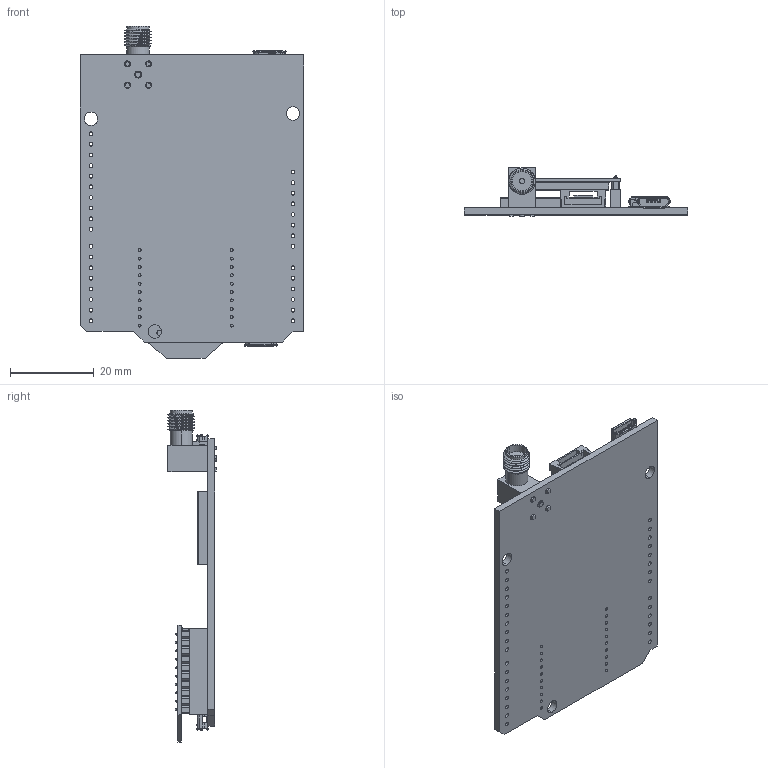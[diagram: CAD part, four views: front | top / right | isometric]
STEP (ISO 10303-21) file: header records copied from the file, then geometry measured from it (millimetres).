
FILE_DESCRIPTION (( 'STEP AP214' ), '1' );
FILE_NAME ('simpleRTK2B.STEP', '2018-10-09T14:55:11', ( '' ), ( '' ), 'SwSTEP 2.0', 'SolidWorks 2016', '' );
FILE_SCHEMA (( 'AUTOMOTIVE_DESIGN' ));
Length unit declared in the file: inch
Products named in the file (9): User Library-XBee-Chip_XBee-10pin-male_1; User Library-XBee-Chip_XBee-Chip_1; micro_usb; simpleRTK2B; GNSS_SMA; User Library-XBee-Chip; ZED-F9P; Pixhawk_connector; simpleRTK2B_PCB
Assembly tree (10 placements, depth 3):
  simpleRTK2B
    simpleRTK2B_PCB
    micro_usb  x2
    Pixhawk_connector
    GNSS_SMA
    User Library-XBee-Chip
      User Library-XBee-Chip_XBee-10pin-male_1  x2
      User Library-XBee-Chip_XBee-Chip_1
    ZED-F9P
Bounding box: 53.34 x 11.5 x 79.3 mm (x, y, z)
Volume: 9448.7 mm3; surface area: 12633.4 mm2
Topology: 9 solids, 9 shells, 1553 faces, 4272 edges, 2749 vertices
Faces by surface type: plane 1055, cylinder 442, bspline 42, sphere 8, cone 6
Entity records: 39213 total; most frequent: CARTESIAN_POINT 6951, ORIENTED_EDGE 5360, DIRECTION 5128, EDGE_CURVE 2680, VECTOR 1940, LINE 1940, VERTEX_POINT 1751, AXIS2_PLACEMENT_3D 1594
